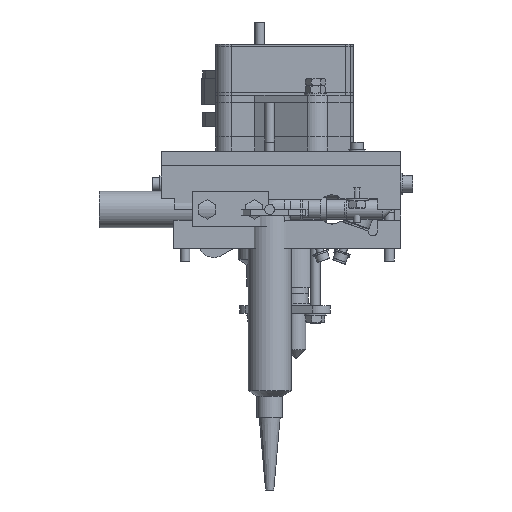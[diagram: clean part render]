
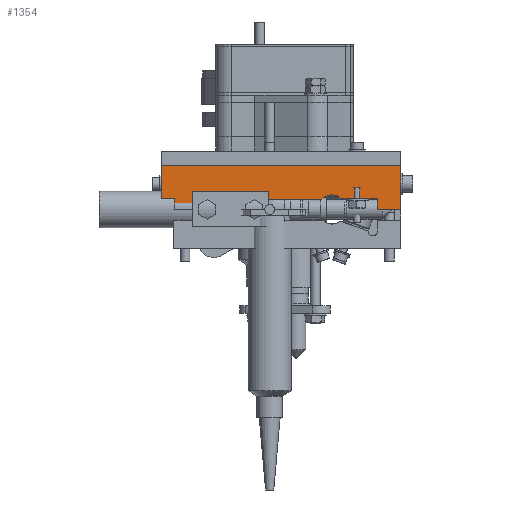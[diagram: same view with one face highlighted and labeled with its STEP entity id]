
A CAD part, front view. The second image highlights one B-rep face of the part: STEP entity #1354.
In plain terms, the highlighted planar face has unit normal (0, -1, 0).
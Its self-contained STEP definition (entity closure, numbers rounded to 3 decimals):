
#1354 = ADVANCED_FACE( '', ( #3213 ), #3214, .F. );
#3213 = FACE_OUTER_BOUND( '', #5940, .T. );
#3214 = PLANE( '', #5941 );
#5940 = EDGE_LOOP( '', ( #9589, #9590, #9591, #9592, #9593, #9594, #9595, #9596, #9597, #9598, #9599, #9600, #9601, #9602, #9603, #9604 ) );
#5941 = AXIS2_PLACEMENT_3D( '', #9605, #9606, #9607 );
#9589 = ORIENTED_EDGE( '', *, *, #14748, .F. );
#9590 = ORIENTED_EDGE( '', *, *, #14749, .T. );
#9591 = ORIENTED_EDGE( '', *, *, #14750, .T. );
#9592 = ORIENTED_EDGE( '', *, *, #14751, .T. );
#9593 = ORIENTED_EDGE( '', *, *, #14752, .F. );
#9594 = ORIENTED_EDGE( '', *, *, #14753, .F. );
#9595 = ORIENTED_EDGE( '', *, *, #14754, .F. );
#9596 = ORIENTED_EDGE( '', *, *, #14755, .F. );
#9597 = ORIENTED_EDGE( '', *, *, #14756, .F. );
#9598 = ORIENTED_EDGE( '', *, *, #14127, .T. );
#9599 = ORIENTED_EDGE( '', *, *, #14160, .T. );
#9600 = ORIENTED_EDGE( '', *, *, #14757, .F. );
#9601 = ORIENTED_EDGE( '', *, *, #14758, .F. );
#9602 = ORIENTED_EDGE( '', *, *, #14759, .F. );
#9603 = ORIENTED_EDGE( '', *, *, #14760, .F. );
#9604 = ORIENTED_EDGE( '', *, *, #14761, .T. );
#9605 = CARTESIAN_POINT( '', ( 53.972, -7., 18. ) );
#9606 = DIRECTION( '', ( 0., 1., 0. ) );
#9607 = DIRECTION( '', ( 0., 0., 1. ) );
#14127 = EDGE_CURVE( '', #16607, #16605, #16608, .T. );
#14160 = EDGE_CURVE( '', #16605, #16662, #16664, .T. );
#14748 = EDGE_CURVE( '', #17627, #17628, #17629, .T. );
#14749 = EDGE_CURVE( '', #17627, #17630, #17631, .T. );
#14750 = EDGE_CURVE( '', #17630, #17632, #17633, .T. );
#14751 = EDGE_CURVE( '', #17632, #17634, #17635, .T. );
#14752 = EDGE_CURVE( '', #17636, #17634, #17637, .T. );
#14753 = EDGE_CURVE( '', #17638, #17636, #17639, .T. );
#14754 = EDGE_CURVE( '', #17640, #17638, #17641, .T. );
#14755 = EDGE_CURVE( '', #17642, #17640, #17643, .T. );
#14756 = EDGE_CURVE( '', #16607, #17642, #17644, .T. );
#14757 = EDGE_CURVE( '', #17645, #16662, #17646, .T. );
#14758 = EDGE_CURVE( '', #17647, #17645, #17648, .F. );
#14759 = EDGE_CURVE( '', #17649, #17647, #17650, .T. );
#14760 = EDGE_CURVE( '', #17651, #17649, #17652, .F. );
#14761 = EDGE_CURVE( '', #17651, #17628, #17653, .T. );
#16605 = VERTEX_POINT( '', #20160 );
#16607 = VERTEX_POINT( '', #20163 );
#16608 = LINE( '', #20164, #20165 );
#16662 = VERTEX_POINT( '', #20249 );
#16664 = LINE( '', #20252, #20253 );
#17627 = VERTEX_POINT( '', #21623 );
#17628 = VERTEX_POINT( '', #21624 );
#17629 = LINE( '', #21625, #21626 );
#17630 = VERTEX_POINT( '', #21627 );
#17631 = LINE( '', #21628, #21629 );
#17632 = VERTEX_POINT( '', #21630 );
#17633 = LINE( '', #21631, #21632 );
#17634 = VERTEX_POINT( '', #21633 );
#17635 = LINE( '', #21634, #21635 );
#17636 = VERTEX_POINT( '', #21636 );
#17637 = LINE( '', #21637, #21638 );
#17638 = VERTEX_POINT( '', #21639 );
#17639 = LINE( '', #21640, #21641 );
#17640 = VERTEX_POINT( '', #21642 );
#17641 = LINE( '', #21643, #21644 );
#17642 = VERTEX_POINT( '', #21645 );
#17643 = LINE( '', #21646, #21647 );
#17644 = LINE( '', #21648, #21649 );
#17645 = VERTEX_POINT( '', #21650 );
#17646 = LINE( '', #21651, #21652 );
#17647 = VERTEX_POINT( '', #21653 );
#17648 = CIRCLE( '', #21654, 6. );
#17649 = VERTEX_POINT( '', #21655 );
#17650 = LINE( '', #21656, #21657 );
#17651 = VERTEX_POINT( '', #21658 );
#17652 = CIRCLE( '', #21659, 6. );
#17653 = LINE( '', #21660, #21661 );
#20160 = CARTESIAN_POINT( '', ( -39., -7., 4.5 ) );
#20163 = CARTESIAN_POINT( '', ( -44.628, -7., 4.5 ) );
#20164 = CARTESIAN_POINT( '', ( 53.972, -7., 4.5 ) );
#20165 = VECTOR( '', #24498, 1000. );
#20249 = CARTESIAN_POINT( '', ( -39., -7., 0. ) );
#20252 = CARTESIAN_POINT( '', ( -39., -7., 18. ) );
#20253 = VECTOR( '', #24533, 1000. );
#21623 = CARTESIAN_POINT( '', ( 34.975, -7., 8.9 ) );
#21624 = CARTESIAN_POINT( '', ( 34.975, -7., 4.5 ) );
#21625 = CARTESIAN_POINT( '', ( 34.975, -7., 8.9 ) );
#21626 = VECTOR( '', #25239, 1000. );
#21627 = CARTESIAN_POINT( '', ( 36.97, -7., 8.9 ) );
#21628 = CARTESIAN_POINT( '', ( 34.975, -7., 8.9 ) );
#21629 = VECTOR( '', #25240, 1000. );
#21630 = CARTESIAN_POINT( '', ( 36.97, -7., 4.5 ) );
#21631 = CARTESIAN_POINT( '', ( 36.97, -7., 8.9 ) );
#21632 = VECTOR( '', #25241, 1000. );
#21633 = CARTESIAN_POINT( '', ( 44.343, -7., 4.5 ) );
#21634 = CARTESIAN_POINT( '', ( 53.972, -7., 4.5 ) );
#21635 = VECTOR( '', #25242, 1000. );
#21636 = CARTESIAN_POINT( '', ( 44.343, -7., 0. ) );
#21637 = CARTESIAN_POINT( '', ( 44.343, -7., -3.311 ) );
#21638 = VECTOR( '', #25243, 1000. );
#21639 = CARTESIAN_POINT( '', ( 53.972, -7., 0. ) );
#21640 = CARTESIAN_POINT( '', ( 53.972, -7., 0. ) );
#21641 = VECTOR( '', #25244, 1000. );
#21642 = CARTESIAN_POINT( '', ( 53.972, -7., 18. ) );
#21643 = CARTESIAN_POINT( '', ( 53.972, -7., 18. ) );
#21644 = VECTOR( '', #25245, 1000. );
#21645 = CARTESIAN_POINT( '', ( -44.628, -7., 18. ) );
#21646 = CARTESIAN_POINT( '', ( -44.628, -7., 18. ) );
#21647 = VECTOR( '', #25246, 1000. );
#21648 = CARTESIAN_POINT( '', ( -44.628, -7., 0. ) );
#21649 = VECTOR( '', #25247, 1000. );
#21650 = CARTESIAN_POINT( '', ( -30.328, -7., 0. ) );
#21651 = CARTESIAN_POINT( '', ( -30.928, -7., 0. ) );
#21652 = VECTOR( '', #25248, 1000. );
#21653 = CARTESIAN_POINT( '', ( -20.143, -7., 4.3 ) );
#21654 = AXIS2_PLACEMENT_3D( '', #25249, #25250, #25251 );
#21655 = CARTESIAN_POINT( '', ( 21.488, -7., 4.3 ) );
#21656 = CARTESIAN_POINT( '', ( 28.725, -7., 4.3 ) );
#21657 = VECTOR( '', #25252, 1000. );
#21658 = CARTESIAN_POINT( '', ( 29.641, -7., 4.5 ) );
#21659 = AXIS2_PLACEMENT_3D( '', #25253, #25254, #25255 );
#21660 = CARTESIAN_POINT( '', ( 53.972, -7., 4.5 ) );
#21661 = VECTOR( '', #25256, 1000. );
#24498 = DIRECTION( '', ( 1., 0., 0. ) );
#24533 = DIRECTION( '', ( 0., 0., -1. ) );
#25239 = DIRECTION( '', ( 0., 0., -1. ) );
#25240 = DIRECTION( '', ( 1., 0., 0. ) );
#25241 = DIRECTION( '', ( 0., 0., -1. ) );
#25242 = DIRECTION( '', ( 1., 0., 0. ) );
#25243 = DIRECTION( '', ( 0., 0., 1. ) );
#25244 = DIRECTION( '', ( -1., 0., 0. ) );
#25245 = DIRECTION( '', ( 0., 0., -1. ) );
#25246 = DIRECTION( '', ( 1., 0., 0. ) );
#25247 = DIRECTION( '', ( 0., 0., 1. ) );
#25248 = DIRECTION( '', ( -1., 0., 0. ) );
#25249 = CARTESIAN_POINT( '', ( -24.328, -7., 0. ) );
#25250 = DIRECTION( '', ( 0., 1., 0. ) );
#25251 = DIRECTION( '', ( 0., 0., 1. ) );
#25252 = DIRECTION( '', ( -1., 0., 0. ) );
#25253 = CARTESIAN_POINT( '', ( 25.672, -7., 0. ) );
#25254 = DIRECTION( '', ( 0., 1., 0. ) );
#25255 = DIRECTION( '', ( 0., 0., 1. ) );
#25256 = DIRECTION( '', ( 1., 0., 0. ) );
